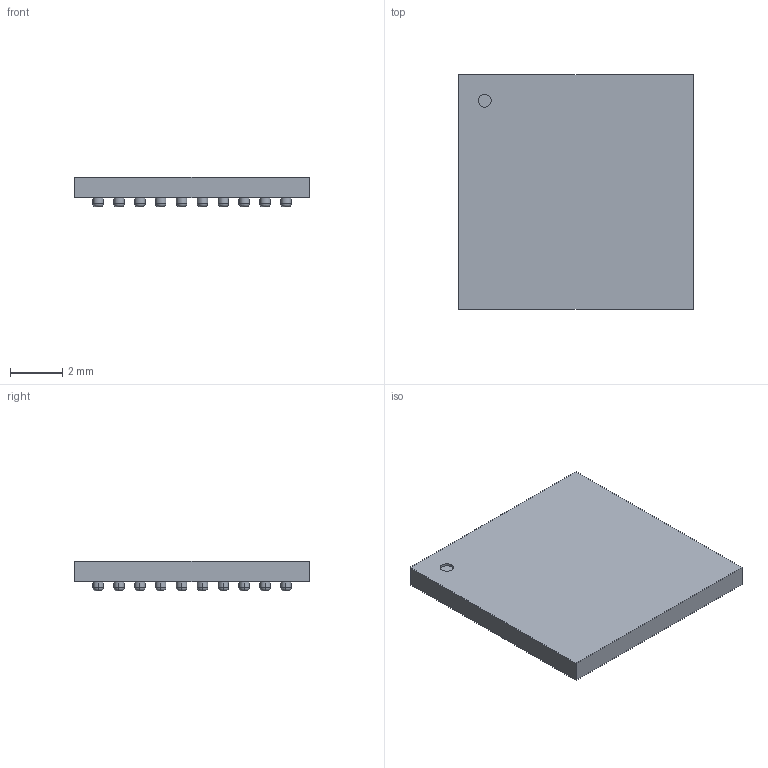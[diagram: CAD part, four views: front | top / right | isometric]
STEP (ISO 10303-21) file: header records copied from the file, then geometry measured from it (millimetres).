
FILE_DESCRIPTION (( 'STEP AP214' ), '1' );
FILE_NAME ('User Library-CBGA100.STEP', '2020-12-23T18:32:32', ( '' ), ( '' ), 'SwSTEP 2.0', 'SolidWorks 2020', '' );
FILE_SCHEMA (( 'AUTOMOTIVE_DESIGN' ));
Length unit declared in the file: millimetre
Products named in the file (3): -e=n=ｱ; User Library-CBGA100; dana
Assembly tree (101 placements, depth 2):
  User Library-CBGA100
    -e=n=ｱ
    dana  x100
Bounding box: 9 x 9 x 1.15 mm (x, y, z)
Volume: 68.8 mm3; surface area: 253 mm2
Topology: 101 solids, 101 shells, 609 faces, 1018 edges, 612 vertices
Faces by surface type: plane 207, cylinder 202, torus 200
Entity records: 1445 total; most frequent: DIRECTION 278, CARTESIAN_POINT 165, AXIS2_PLACEMENT_3D 131, PRODUCT_DEFINITION_SHAPE 104, CONTEXT_DEPENDENT_SHAPE_REPRESENTATION 101, ITEM_DEFINED_TRANSFORMATION 101, NEXT_ASSEMBLY_USAGE_OCCURRENCE 101, ORIENTED_EDGE 56
